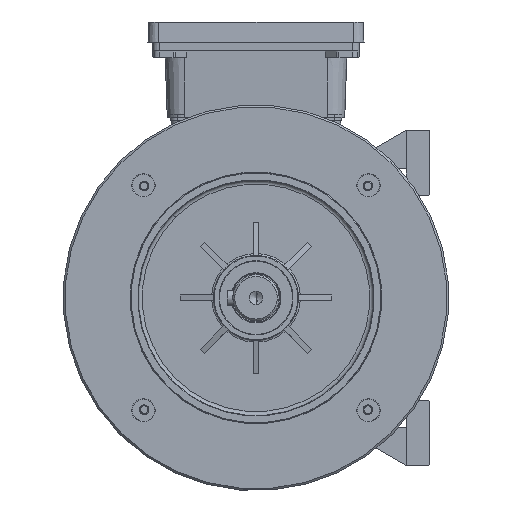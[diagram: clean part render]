
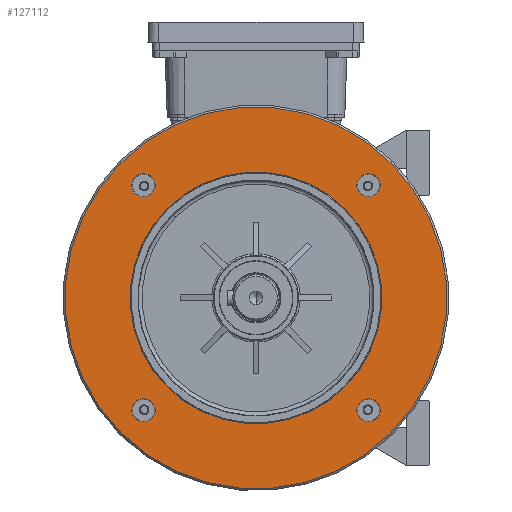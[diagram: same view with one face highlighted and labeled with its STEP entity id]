
A CAD part, left-side view. The second image highlights one B-rep face of the part: STEP entity #127112.
In plain terms, the highlighted face is planar.
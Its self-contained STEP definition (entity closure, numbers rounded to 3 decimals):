
#71 = CIRCLE ( 'NONE', #70364, 65.25 ) ;
#4687 = AXIS2_PLACEMENT_3D ( 'NONE', #10823, #81966, #103805 ) ;
#5971 = FACE_BOUND ( 'NONE', #50251, .T. ) ;
#6642 = FACE_OUTER_BOUND ( 'NONE', #88256, .T. ) ;
#7483 = VERTEX_POINT ( 'NONE', #8900 ) ;
#8207 = AXIS2_PLACEMENT_3D ( 'NONE', #89544, #57741, #86927 ) ;
#8900 = CARTESIAN_POINT ( 'NONE',  ( 3., 0., -65.25 ) ) ;
#9076 = VERTEX_POINT ( 'NONE', #42378 ) ;
#10823 = CARTESIAN_POINT ( 'NONE',  ( 3., 0., 0. ) ) ;
#12342 = CARTESIAN_POINT ( 'NONE',  ( 3., 0., 0. ) ) ;
#14085 = EDGE_CURVE ( 'NONE', #7483, #9076, #56850, .T. ) ;
#16303 = CARTESIAN_POINT ( 'NONE',  ( 3., 0., 99. ) ) ;
#16961 = ORIENTED_EDGE ( 'NONE', *, *, #70190, .T. ) ;
#17657 = CARTESIAN_POINT ( 'NONE',  ( 3., -82.5, -6. ) ) ;
#18458 = VERTEX_POINT ( 'NONE', #55132 ) ;
#18643 = FACE_BOUND ( 'NONE', #63760, .T. ) ;
#19828 = DIRECTION ( 'NONE',  ( 0., 0., -1. ) ) ;
#24091 = ORIENTED_EDGE ( 'NONE', *, *, #74167, .T. ) ;
#24828 = EDGE_CURVE ( 'NONE', #40952, #88938, #93824, .T. ) ;
#25597 = ORIENTED_EDGE ( 'NONE', *, *, #37922, .T. ) ;
#25998 = CARTESIAN_POINT ( 'NONE',  ( 3., -82.5, 0. ) ) ;
#26118 = CARTESIAN_POINT ( 'NONE',  ( 3., 0., -82.5 ) ) ;
#28239 = AXIS2_PLACEMENT_3D ( 'NONE', #101622, #102260, #70478 ) ;
#31218 = AXIS2_PLACEMENT_3D ( 'NONE', #26118, #85237, #46697 ) ;
#31292 = AXIS2_PLACEMENT_3D ( 'NONE', #50428, #52366, #19828 ) ;
#33058 = VERTEX_POINT ( 'NONE', #98548 ) ;
#34406 = CIRCLE ( 'NONE', #108748, 99. ) ;
#34536 = CARTESIAN_POINT ( 'NONE',  ( 3., 0., 82.5 ) ) ;
#34561 = CARTESIAN_POINT ( 'NONE',  ( 3., 82.5, 0. ) ) ;
#36538 = DIRECTION ( 'NONE',  ( 0., 0., -1. ) ) ;
#36608 = PLANE ( 'NONE',  #91901 ) ;
#37922 = EDGE_CURVE ( 'NONE', #33058, #55148, #115766, .T. ) ;
#40952 = VERTEX_POINT ( 'NONE', #41580 ) ;
#41474 = EDGE_CURVE ( 'NONE', #51114, #92589, #69579, .T. ) ;
#41580 = CARTESIAN_POINT ( 'NONE',  ( 3., 0., -99. ) ) ;
#41823 = ORIENTED_EDGE ( 'NONE', *, *, #77322, .T. ) ;
#42378 = CARTESIAN_POINT ( 'NONE',  ( 3., 0., 65.25 ) ) ;
#43289 = CARTESIAN_POINT ( 'NONE',  ( 3., 82.5, 6. ) ) ;
#44847 = DIRECTION ( 'NONE',  ( 1., 0., 0. ) ) ;
#45804 = DIRECTION ( 'NONE',  ( -1., 0., 0. ) ) ;
#46585 = DIRECTION ( 'NONE',  ( 0., 0., -1. ) ) ;
#46697 = DIRECTION ( 'NONE',  ( 0., 0., -1. ) ) ;
#47142 = CARTESIAN_POINT ( 'NONE',  ( 3., 0., 76.5 ) ) ;
#47211 = CARTESIAN_POINT ( 'NONE',  ( 3., 100., 0. ) ) ;
#47937 = DIRECTION ( 'NONE',  ( -1., 0., 0. ) ) ;
#49827 = CIRCLE ( 'NONE', #119790, 6. ) ;
#50177 = DIRECTION ( 'NONE',  ( -1., 0., 0. ) ) ;
#50251 = EDGE_LOOP ( 'NONE', ( #99561, #25597 ) ) ;
#50428 = CARTESIAN_POINT ( 'NONE',  ( 3., -82.5, 0. ) ) ;
#51114 = VERTEX_POINT ( 'NONE', #17657 ) ;
#51158 = AXIS2_PLACEMENT_3D ( 'NONE', #68878, #50177, #90674 ) ;
#52366 = DIRECTION ( 'NONE',  ( -1., 0., 0. ) ) ;
#53869 = EDGE_LOOP ( 'NONE', ( #41823, #88754 ) ) ;
#55132 = CARTESIAN_POINT ( 'NONE',  ( 3., 0., -76.5 ) ) ;
#55142 = DIRECTION ( 'NONE',  ( -1., 0., 0. ) ) ;
#55148 = VERTEX_POINT ( 'NONE', #47142 ) ;
#56850 = CIRCLE ( 'NONE', #128987, 65.25 ) ;
#57229 = FACE_BOUND ( 'NONE', #115379, .T. ) ;
#57741 = DIRECTION ( 'NONE',  ( -1., 0., 0. ) ) ;
#58564 = AXIS2_PLACEMENT_3D ( 'NONE', #34536, #55142, #117609 ) ;
#59228 = FACE_BOUND ( 'NONE', #53869, .T. ) ;
#59281 = CARTESIAN_POINT ( 'NONE',  ( 3., 0., 0. ) ) ;
#59549 = VERTEX_POINT ( 'NONE', #127303 ) ;
#59802 = VERTEX_POINT ( 'NONE', #116165 ) ;
#62882 = ORIENTED_EDGE ( 'NONE', *, *, #41474, .T. ) ;
#63760 = EDGE_LOOP ( 'NONE', ( #62882, #16961 ) ) ;
#63790 = CIRCLE ( 'NONE', #51158, 6. ) ;
#68878 = CARTESIAN_POINT ( 'NONE',  ( 3., 0., -82.5 ) ) ;
#69579 = CIRCLE ( 'NONE', #31292, 6. ) ;
#70190 = EDGE_CURVE ( 'NONE', #92589, #51114, #111948, .T. ) ;
#70364 = AXIS2_PLACEMENT_3D ( 'NONE', #59281, #47937, #129629 ) ;
#70478 = DIRECTION ( 'NONE',  ( 0., 0., -1. ) ) ;
#74167 = EDGE_CURVE ( 'NONE', #88110, #59549, #122781, .T. ) ;
#75818 = ORIENTED_EDGE ( 'NONE', *, *, #103846, .T. ) ;
#77322 = EDGE_CURVE ( 'NONE', #9076, #7483, #71, .T. ) ;
#77621 = ORIENTED_EDGE ( 'NONE', *, *, #89240, .T. ) ;
#79789 = CARTESIAN_POINT ( 'NONE',  ( 3., -82.5, 6. ) ) ;
#81966 = DIRECTION ( 'NONE',  ( 1., 0., 0. ) ) ;
#84657 = ORIENTED_EDGE ( 'NONE', *, *, #92930, .T. ) ;
#85237 = DIRECTION ( 'NONE',  ( -1., 0., 0. ) ) ;
#85389 = DIRECTION ( 'NONE',  ( 0., 0., -1. ) ) ;
#86927 = DIRECTION ( 'NONE',  ( 0., 0., -1. ) ) ;
#87729 = DIRECTION ( 'NONE',  ( 1., 0., 0. ) ) ;
#88110 = VERTEX_POINT ( 'NONE', #43289 ) ;
#88256 = EDGE_LOOP ( 'NONE', ( #100249, #116749 ) ) ;
#88754 = ORIENTED_EDGE ( 'NONE', *, *, #14085, .T. ) ;
#88938 = VERTEX_POINT ( 'NONE', #16303 ) ;
#89240 = EDGE_CURVE ( 'NONE', #59802, #18458, #116016, .T. ) ;
#89544 = CARTESIAN_POINT ( 'NONE',  ( 3., 82.5, 0. ) ) ;
#90674 = DIRECTION ( 'NONE',  ( 0., 0., -1. ) ) ;
#91823 = CIRCLE ( 'NONE', #28239, 6. ) ;
#91901 = AXIS2_PLACEMENT_3D ( 'NONE', #47211, #87729, #128266 ) ;
#92589 = VERTEX_POINT ( 'NONE', #79789 ) ;
#92782 = AXIS2_PLACEMENT_3D ( 'NONE', #25998, #115690, #46585 ) ;
#92930 = EDGE_CURVE ( 'NONE', #18458, #59802, #63790, .T. ) ;
#93824 = CIRCLE ( 'NONE', #4687, 99. ) ;
#95309 = EDGE_CURVE ( 'NONE', #88938, #40952, #34406, .T. ) ;
#95674 = DIRECTION ( 'NONE',  ( -1., 0., 0. ) ) ;
#98548 = CARTESIAN_POINT ( 'NONE',  ( 3., 0., 88.5 ) ) ;
#99561 = ORIENTED_EDGE ( 'NONE', *, *, #118491, .T. ) ;
#100249 = ORIENTED_EDGE ( 'NONE', *, *, #95309, .T. ) ;
#101622 = CARTESIAN_POINT ( 'NONE',  ( 3., 0., 82.5 ) ) ;
#102260 = DIRECTION ( 'NONE',  ( -1., 0., 0. ) ) ;
#103805 = DIRECTION ( 'NONE',  ( 0., 0., -1. ) ) ;
#103846 = EDGE_CURVE ( 'NONE', #59549, #88110, #49827, .T. ) ;
#108748 = AXIS2_PLACEMENT_3D ( 'NONE', #12342, #44847, #85389 ) ;
#111948 = CIRCLE ( 'NONE', #92782, 6. ) ;
#113660 = DIRECTION ( 'NONE',  ( 0., 0., -1. ) ) ;
#114046 = EDGE_LOOP ( 'NONE', ( #77621, #84657 ) ) ;
#115379 = EDGE_LOOP ( 'NONE', ( #75818, #24091 ) ) ;
#115690 = DIRECTION ( 'NONE',  ( -1., 0., 0. ) ) ;
#115766 = CIRCLE ( 'NONE', #58564, 6. ) ;
#116016 = CIRCLE ( 'NONE', #31218, 6. ) ;
#116165 = CARTESIAN_POINT ( 'NONE',  ( 3., 0., -88.5 ) ) ;
#116749 = ORIENTED_EDGE ( 'NONE', *, *, #24828, .T. ) ;
#117609 = DIRECTION ( 'NONE',  ( 0., 0., -1. ) ) ;
#118491 = EDGE_CURVE ( 'NONE', #55148, #33058, #91823, .T. ) ;
#119790 = AXIS2_PLACEMENT_3D ( 'NONE', #34561, #95674, #113660 ) ;
#122781 = CIRCLE ( 'NONE', #8207, 6. ) ;
#127112 = ADVANCED_FACE ( 'NONE', ( #18643, #130236, #57229, #5971, #59228, #6642 ), #36608, .T. ) ;
#127303 = CARTESIAN_POINT ( 'NONE',  ( 3., 82.5, -6. ) ) ;
#127519 = CARTESIAN_POINT ( 'NONE',  ( 3., 0., 0. ) ) ;
#128266 = DIRECTION ( 'NONE',  ( 0., 0., -1. ) ) ;
#128987 = AXIS2_PLACEMENT_3D ( 'NONE', #127519, #45804, #36538 ) ;
#129629 = DIRECTION ( 'NONE',  ( 0., 0., -1. ) ) ;
#130236 = FACE_BOUND ( 'NONE', #114046, .T. ) ;
